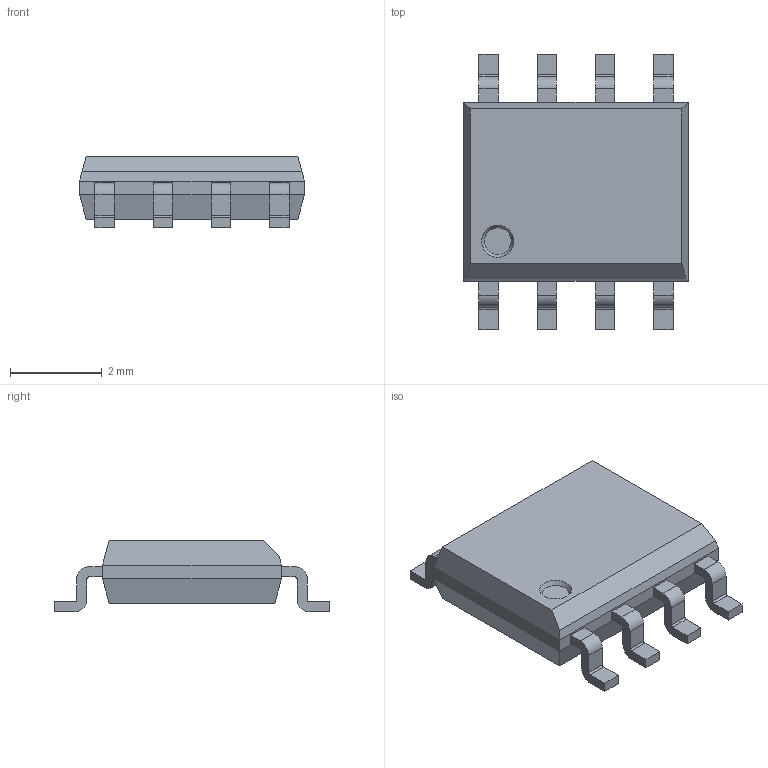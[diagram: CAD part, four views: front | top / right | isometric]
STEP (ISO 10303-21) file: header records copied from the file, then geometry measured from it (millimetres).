
FILE_DESCRIPTION(('STEP AP214'), '1');
FILE_NAME('SOIC_package', '2019-01-08T20:06:46', ('Che'), (''), 'ASCON STEP Converter 1.3', 'ASCON Math Kernel', '');
FILE_SCHEMA(('AUTOMOTIVE_DESIGN { 1 0 10303 214 3 1 1}'));
Length unit declared in the file: millimetre
Bounding box: 4.9 x 6 x 1.55 mm (x, y, z)
Volume: 25.9 mm3; surface area: 74.1 mm2
Topology: 1 solids, 1 shells, 121 faces, 322 edges, 212 vertices
Faces by surface type: plane 88, cylinder 32, cone 1
Entity records: 4745 total; most frequent: CARTESIAN_POINT 655, ORIENTED_EDGE 642, DIRECTION 631, EDGE_CURVE 321, LINE 255, VECTOR 255, VERTEX_POINT 212, AXIS2_PLACEMENT_3D 188
